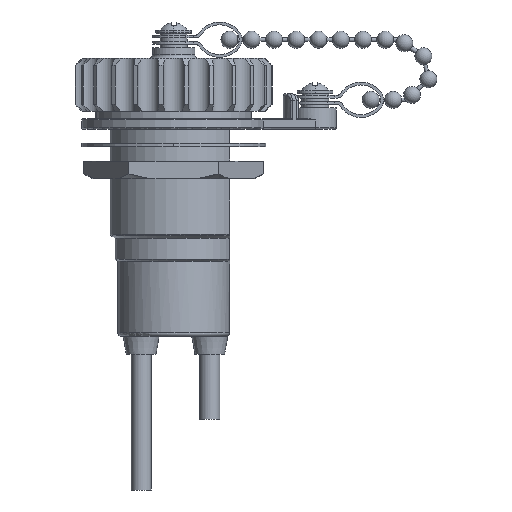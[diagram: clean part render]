
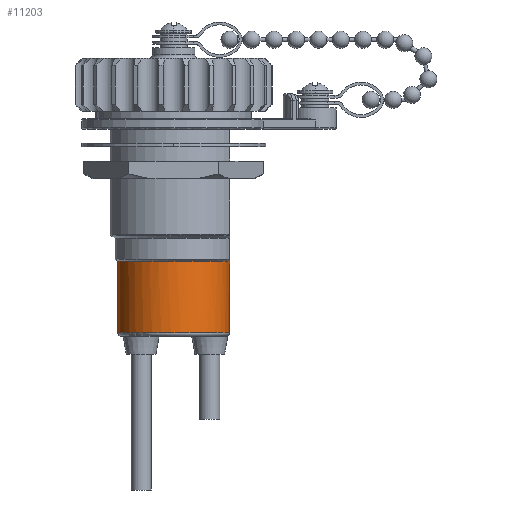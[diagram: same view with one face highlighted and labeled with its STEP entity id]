
A CAD part, front view. The second image highlights one B-rep face of the part: STEP entity #11203.
In plain terms, the highlighted cylindrical face has radius 7.9 mm (diameter 15.8 mm), a partial arc.
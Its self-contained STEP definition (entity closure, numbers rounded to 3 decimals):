
#4559=CARTESIAN_POINT('',(7.9,0.,-24.635));
#4703=CARTESIAN_POINT('',(0.,0.,-24.635));
#4704=DIRECTION('',(0.,0.,-1.));
#4705=DIRECTION('',(0.993,0.122,0.));
#4706=AXIS2_PLACEMENT_3D('',#4703,#4704,#4705);
#4708=DIRECTION('',(0.,0.,-1.));
#4709=VECTOR('',#4708,10.165);
#4710=CARTESIAN_POINT('',(7.841,0.963,
-24.635));
#4711=LINE('',#4710,#4709);
#4712=DIRECTION('',(0.,0.,-1.));
#4713=VECTOR('',#4712,10.165);
#4714=CARTESIAN_POINT('',(-7.841,-0.963,
-24.635));
#4715=LINE('',#4714,#4713);
#4716=CARTESIAN_POINT('',(0.,0.,-24.635));
#4717=DIRECTION('',(0.,0.,-1.));
#4718=DIRECTION('',(1.,0.,0.));
#4719=AXIS2_PLACEMENT_3D('',#4716,#4717,#4718);
#4760=CARTESIAN_POINT('',(0.,0.,-34.8));
#4761=DIRECTION('',(0.,0.,-1.));
#4762=DIRECTION('',(0.993,0.122,0.));
#4763=AXIS2_PLACEMENT_3D('',#4760,#4761,#4762);
#4908=CARTESIAN_POINT('',(7.841,0.963,
-24.635));
#4909=CARTESIAN_POINT('',(-7.841,-0.963,
-24.635));
#4910=VERTEX_POINT('',#4908);
#4911=VERTEX_POINT('',#4909);
#4912=CARTESIAN_POINT('',(7.841,0.963,-34.8));
#4913=CARTESIAN_POINT('',(-7.841,-0.963,-34.8));
#4914=VERTEX_POINT('',#4912);
#4915=VERTEX_POINT('',#4913);
#4951=VERTEX_POINT('',#4559);
#11187=CARTESIAN_POINT('',(0.,0.,-36.765));
#11188=DIRECTION('',(0.,0.,1.));
#11189=DIRECTION('',(-0.993,-0.122,0.));
#11190=AXIS2_PLACEMENT_3D('',#11187,#11188,#11189);
#11191=CYLINDRICAL_SURFACE('',#11190,7.9);
#11193=ORIENTED_EDGE('',*,*,#11192,.F.);
#11195=ORIENTED_EDGE('',*,*,#11194,.T.);
#11197=ORIENTED_EDGE('',*,*,#11196,.T.);
#11199=ORIENTED_EDGE('',*,*,#11198,.F.);
#11200=ORIENTED_EDGE('',*,*,#11177,.F.);
#11201=EDGE_LOOP('',(#11193,#11195,#11197,#11199,#11200));
#11202=FACE_OUTER_BOUND('',#11201,.F.);
#11203=ADVANCED_FACE('',(#11202),#11191,.T.);
#4707=CIRCLE('',#4706,7.9);
#4720=CIRCLE('',#4719,7.9);
#4764=CIRCLE('',#4763,7.9);
#11177=EDGE_CURVE('',#4951,#4911,#4720,.T.);
#11192=EDGE_CURVE('',#4910,#4951,#4707,.T.);
#11194=EDGE_CURVE('',#4910,#4914,#4711,.T.);
#11196=EDGE_CURVE('',#4914,#4915,#4764,.T.);
#11198=EDGE_CURVE('',#4911,#4915,#4715,.T.);
